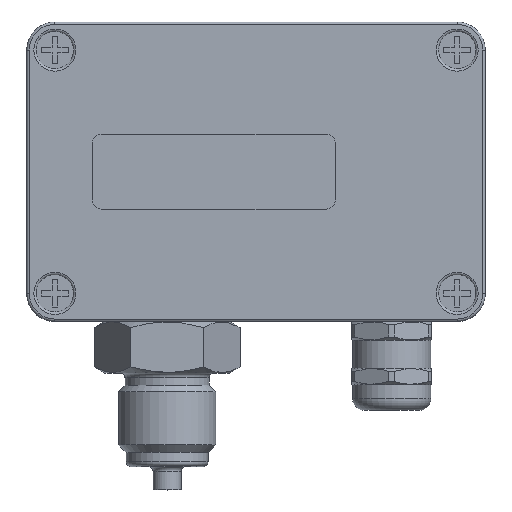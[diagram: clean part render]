
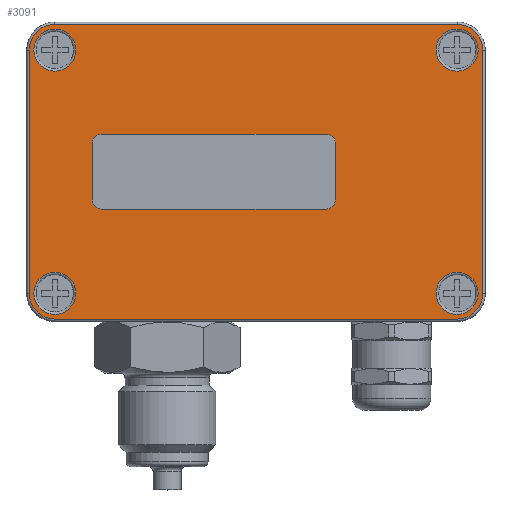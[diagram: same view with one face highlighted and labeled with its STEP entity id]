
A CAD part, top view. The second image highlights one B-rep face of the part: STEP entity #3091.
In plain terms, the highlighted planar face has unit normal (0, 0, 1).
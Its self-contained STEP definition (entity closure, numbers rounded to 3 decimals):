
#94=LINE('',#4653,#332);
#100=LINE('',#4674,#338);
#104=LINE('',#4685,#342);
#105=LINE('',#4687,#343);
#251=LINE('',#4994,#489);
#253=LINE('',#5006,#491);
#255=LINE('',#5018,#493);
#256=LINE('',#5026,#494);
#332=VECTOR('',#3764,10.);
#338=VECTOR('',#3784,10.);
#342=VECTOR('',#3798,10.);
#343=VECTOR('',#3801,10.);
#489=VECTOR('',#4065,10.);
#491=VECTOR('',#4079,10.);
#493=VECTOR('',#4093,10.);
#494=VECTOR('',#4104,10.);
#656=FACE_BOUND('',#1038,.T.);
#657=FACE_BOUND('',#1039,.T.);
#658=FACE_BOUND('',#1040,.T.);
#659=FACE_BOUND('',#1041,.T.);
#660=FACE_BOUND('',#1042,.T.);
#812=FACE_OUTER_BOUND('',#1037,.T.);
#1037=EDGE_LOOP('',(#2509,#2510,#2511,#2512,#2513,#2514,#2515,#2516));
#1038=EDGE_LOOP('',(#2517,#2518,#2519,#2520,#2521,#2522,#2523,#2524));
#1039=EDGE_LOOP('',(#2525));
#1040=EDGE_LOOP('',(#2526));
#1041=EDGE_LOOP('',(#2527));
#1042=EDGE_LOOP('',(#2528));
#1211=CIRCLE('',#3282,2.);
#1213=CIRCLE('',#3286,2.);
#1216=CIRCLE('',#3292,2.);
#1217=CIRCLE('',#3294,2.);
#1219=CIRCLE('',#3351,5.5);
#1225=CIRCLE('',#3359,5.5);
#1229=CIRCLE('',#3365,5.5);
#1233=CIRCLE('',#3371,5.5);
#1236=CIRCLE('',#3380,4.5);
#1237=CIRCLE('',#3381,4.5);
#1238=CIRCLE('',#3382,4.5);
#1239=CIRCLE('',#3383,4.5);
#1363=VERTEX_POINT('',#4643);
#1364=VERTEX_POINT('',#4645);
#1366=VERTEX_POINT('',#4651);
#1369=VERTEX_POINT('',#4658);
#1370=VERTEX_POINT('',#4660);
#1374=VERTEX_POINT('',#4673);
#1375=VERTEX_POINT('',#4677);
#1376=VERTEX_POINT('',#4681);
#1474=VERTEX_POINT('',#4982);
#1475=VERTEX_POINT('',#4984);
#1477=VERTEX_POINT('',#4990);
#1479=VERTEX_POINT('',#4996);
#1481=VERTEX_POINT('',#5002);
#1483=VERTEX_POINT('',#5008);
#1485=VERTEX_POINT('',#5014);
#1487=VERTEX_POINT('',#5020);
#1494=VERTEX_POINT('',#5047);
#1495=VERTEX_POINT('',#5049);
#1496=VERTEX_POINT('',#5051);
#1497=VERTEX_POINT('',#5053);
#1678=EDGE_CURVE('',#1363,#1364,#1211,.T.);
#1682=EDGE_CURVE('',#1363,#1366,#94,.T.);
#1685=EDGE_CURVE('',#1369,#1370,#1213,.T.);
#1692=EDGE_CURVE('',#1374,#1370,#100,.T.);
#1694=EDGE_CURVE('',#1374,#1375,#1216,.T.);
#1697=EDGE_CURVE('',#1376,#1366,#1217,.T.);
#1698=EDGE_CURVE('',#1369,#1364,#104,.T.);
#1699=EDGE_CURVE('',#1376,#1375,#105,.T.);
#1845=EDGE_CURVE('',#1474,#1475,#1219,.T.);
#1850=EDGE_CURVE('',#1475,#1477,#251,.T.);
#1853=EDGE_CURVE('',#1477,#1479,#1225,.T.);
#1856=EDGE_CURVE('',#1479,#1481,#253,.T.);
#1859=EDGE_CURVE('',#1481,#1483,#1229,.T.);
#1862=EDGE_CURVE('',#1483,#1485,#255,.T.);
#1865=EDGE_CURVE('',#1485,#1487,#1233,.T.);
#1866=EDGE_CURVE('',#1487,#1474,#256,.T.);
#1877=EDGE_CURVE('',#1494,#1494,#1236,.T.);
#1878=EDGE_CURVE('',#1495,#1495,#1237,.T.);
#1879=EDGE_CURVE('',#1496,#1496,#1238,.T.);
#1880=EDGE_CURVE('',#1497,#1497,#1239,.T.);
#2509=ORIENTED_EDGE('',*,*,#1845,.F.);
#2510=ORIENTED_EDGE('',*,*,#1866,.F.);
#2511=ORIENTED_EDGE('',*,*,#1865,.F.);
#2512=ORIENTED_EDGE('',*,*,#1862,.F.);
#2513=ORIENTED_EDGE('',*,*,#1859,.F.);
#2514=ORIENTED_EDGE('',*,*,#1856,.F.);
#2515=ORIENTED_EDGE('',*,*,#1853,.F.);
#2516=ORIENTED_EDGE('',*,*,#1850,.F.);
#2517=ORIENTED_EDGE('',*,*,#1682,.T.);
#2518=ORIENTED_EDGE('',*,*,#1697,.F.);
#2519=ORIENTED_EDGE('',*,*,#1699,.T.);
#2520=ORIENTED_EDGE('',*,*,#1694,.F.);
#2521=ORIENTED_EDGE('',*,*,#1692,.T.);
#2522=ORIENTED_EDGE('',*,*,#1685,.F.);
#2523=ORIENTED_EDGE('',*,*,#1698,.T.);
#2524=ORIENTED_EDGE('',*,*,#1678,.F.);
#2525=ORIENTED_EDGE('',*,*,#1877,.F.);
#2526=ORIENTED_EDGE('',*,*,#1878,.F.);
#2527=ORIENTED_EDGE('',*,*,#1879,.F.);
#2528=ORIENTED_EDGE('',*,*,#1880,.F.);
#2942=PLANE('',#3379);
#3091=ADVANCED_FACE('',(#812,#656,#657,#658,#659,#660),#2942,.T.);
#3282=AXIS2_PLACEMENT_3D('',#4646,#3757,#3758);
#3286=AXIS2_PLACEMENT_3D('',#4661,#3770,#3771);
#3292=AXIS2_PLACEMENT_3D('',#4678,#3788,#3789);
#3294=AXIS2_PLACEMENT_3D('',#4683,#3794,#3795);
#3351=AXIS2_PLACEMENT_3D('',#4985,#4054,#4055);
#3359=AXIS2_PLACEMENT_3D('',#5000,#4072,#4073);
#3365=AXIS2_PLACEMENT_3D('',#5012,#4086,#4087);
#3371=AXIS2_PLACEMENT_3D('',#5024,#4100,#4101);
#3379=AXIS2_PLACEMENT_3D('',#5046,#4125,#4126);
#3380=AXIS2_PLACEMENT_3D('',#5048,#4127,#4128);
#3381=AXIS2_PLACEMENT_3D('',#5050,#4129,#4130);
#3382=AXIS2_PLACEMENT_3D('',#5052,#4131,#4132);
#3383=AXIS2_PLACEMENT_3D('',#5054,#4133,#4134);
#3757=DIRECTION('center_axis',(0.,0.,1.));
#3758=DIRECTION('ref_axis',(-0.707,-0.707,0.));
#3764=DIRECTION('',(0.,1.,0.));
#3770=DIRECTION('center_axis',(0.,0.,1.));
#3771=DIRECTION('ref_axis',(0.707,-0.707,0.));
#3784=DIRECTION('',(0.,-1.,0.));
#3788=DIRECTION('center_axis',(0.,0.,1.));
#3789=DIRECTION('ref_axis',(0.707,0.707,0.));
#3794=DIRECTION('center_axis',(0.,0.,1.));
#3795=DIRECTION('ref_axis',(-0.707,0.707,0.));
#3798=DIRECTION('',(-1.,0.,0.));
#3801=DIRECTION('',(1.,0.,0.));
#4054=DIRECTION('center_axis',(0.,0.,-1.));
#4055=DIRECTION('ref_axis',(0.707,0.707,0.));
#4065=DIRECTION('',(0.,-1.,0.));
#4072=DIRECTION('center_axis',(0.,0.,-1.));
#4073=DIRECTION('ref_axis',(0.707,-0.707,0.));
#4079=DIRECTION('',(-1.,0.,0.));
#4086=DIRECTION('center_axis',(0.,0.,-1.));
#4087=DIRECTION('ref_axis',(-0.707,-0.707,0.));
#4093=DIRECTION('',(0.,1.,0.));
#4100=DIRECTION('center_axis',(0.,0.,-1.));
#4101=DIRECTION('ref_axis',(-0.707,0.707,0.));
#4104=DIRECTION('',(1.,0.,0.));
#4125=DIRECTION('center_axis',(0.,0.,1.));
#4126=DIRECTION('ref_axis',(1.,0.,0.));
#4127=DIRECTION('center_axis',(0.,0.,1.));
#4128=DIRECTION('ref_axis',(-1.,0.,0.));
#4129=DIRECTION('center_axis',(0.,0.,1.));
#4130=DIRECTION('ref_axis',(-1.,0.,0.));
#4131=DIRECTION('center_axis',(0.,0.,1.));
#4132=DIRECTION('ref_axis',(-1.,0.,0.));
#4133=DIRECTION('center_axis',(0.,0.,1.));
#4134=DIRECTION('ref_axis',(-1.,0.,0.));
#4643=CARTESIAN_POINT('',(-35.,-6.,34.));
#4645=CARTESIAN_POINT('',(-33.,-8.,34.));
#4646=CARTESIAN_POINT('Origin',(-33.,-6.,34.));
#4651=CARTESIAN_POINT('',(-35.,6.,34.));
#4653=CARTESIAN_POINT('',(-35.,-4.,34.));
#4658=CARTESIAN_POINT('',(15.,-8.,34.));
#4660=CARTESIAN_POINT('',(17.,-6.,34.));
#4661=CARTESIAN_POINT('Origin',(15.,-6.,34.));
#4673=CARTESIAN_POINT('',(17.,6.,34.));
#4674=CARTESIAN_POINT('',(17.,4.,34.));
#4677=CARTESIAN_POINT('',(15.,8.,34.));
#4678=CARTESIAN_POINT('Origin',(15.,6.,34.));
#4681=CARTESIAN_POINT('',(-33.,8.,34.));
#4683=CARTESIAN_POINT('Origin',(-33.,6.,34.));
#4685=CARTESIAN_POINT('',(8.5,-8.,34.));
#4687=CARTESIAN_POINT('',(-17.5,8.,34.));
#4982=CARTESIAN_POINT('',(43.,31.5,34.));
#4984=CARTESIAN_POINT('',(48.5,26.,34.));
#4985=CARTESIAN_POINT('Origin',(43.,26.,34.));
#4990=CARTESIAN_POINT('',(48.5,-26.,34.));
#4994=CARTESIAN_POINT('',(48.5,-16.,34.));
#4996=CARTESIAN_POINT('',(43.,-31.5,34.));
#5000=CARTESIAN_POINT('Origin',(43.,-26.,34.));
#5002=CARTESIAN_POINT('',(-43.,-31.5,34.));
#5006=CARTESIAN_POINT('',(-24.5,-31.5,34.));
#5008=CARTESIAN_POINT('',(-48.5,-26.,34.));
#5012=CARTESIAN_POINT('Origin',(-43.,-26.,34.));
#5014=CARTESIAN_POINT('',(-48.5,26.,34.));
#5018=CARTESIAN_POINT('',(-48.5,16.,34.));
#5020=CARTESIAN_POINT('',(-43.,31.5,34.));
#5024=CARTESIAN_POINT('Origin',(-43.,26.,34.));
#5026=CARTESIAN_POINT('',(24.5,31.5,34.));
#5046=CARTESIAN_POINT('Origin',(0.,0.,34.));
#5047=CARTESIAN_POINT('',(47.5,-26.,34.));
#5048=CARTESIAN_POINT('Origin',(43.,-26.,34.));
#5049=CARTESIAN_POINT('',(-38.5,26.,34.));
#5050=CARTESIAN_POINT('Origin',(-43.,26.,34.));
#5051=CARTESIAN_POINT('',(-38.5,-26.,34.));
#5052=CARTESIAN_POINT('Origin',(-43.,-26.,34.));
#5053=CARTESIAN_POINT('',(47.5,26.,34.));
#5054=CARTESIAN_POINT('Origin',(43.,26.,34.));
